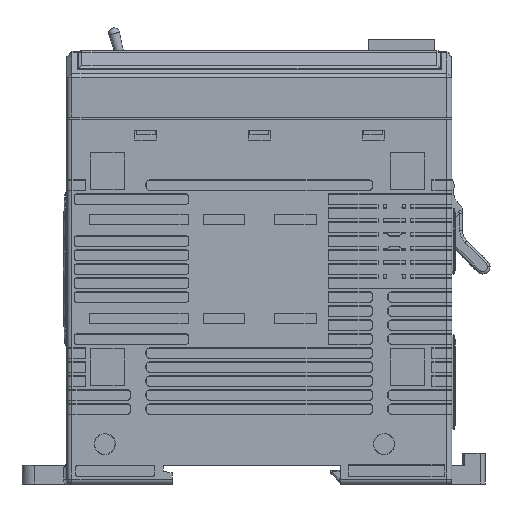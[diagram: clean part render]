
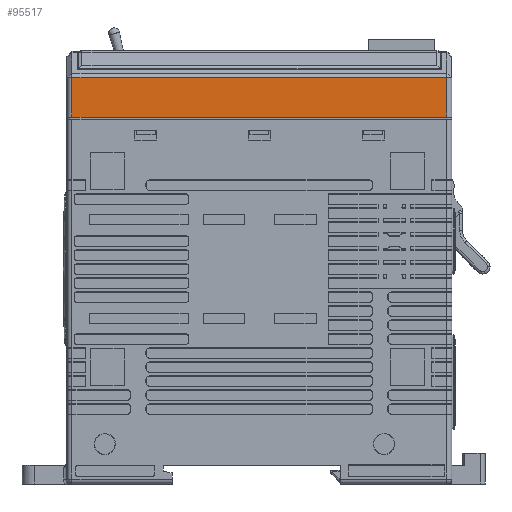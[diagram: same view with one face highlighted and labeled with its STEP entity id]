
A CAD part, left-side view. The second image highlights one B-rep face of the part: STEP entity #95517.
In plain terms, the highlighted planar face has unit normal (-1, 0, 0).
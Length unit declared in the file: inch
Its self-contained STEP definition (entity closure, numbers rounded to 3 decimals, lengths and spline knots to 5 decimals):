
#1691 = VECTOR ( 'NONE', #88557, 39.37008 ) ;
#7896 = VECTOR ( 'NONE', #111105, 39.37008 ) ;
#8648 = LINE ( 'NONE', #46051, #7896 ) ;
#15535 = CARTESIAN_POINT ( 'NONE',  ( -1.14711, -1.39786, 3.05734 ) ) ;
#20139 = FACE_OUTER_BOUND ( 'NONE', #34773, .T. ) ;
#20751 = CARTESIAN_POINT ( 'NONE',  ( -1.14711, -0.14784, -1.04757 ) ) ;
#20771 = CARTESIAN_POINT ( 'NONE',  ( -1.14711, 1.5549, -1.04757 ) ) ;
#21424 = VERTEX_POINT ( 'NONE', #40390 ) ;
#25995 = ORIENTED_EDGE ( 'NONE', *, *, #46207, .T. ) ;
#31169 = PLANE ( 'NONE',  #92413 ) ;
#34773 = EDGE_LOOP ( 'NONE', ( #104582, #66150, #118425, #25995 ) ) ;
#35944 = EDGE_CURVE ( 'NONE', #91373, #47067, #97165, .T. ) ;
#40137 = DIRECTION ( 'NONE',  ( 0., -1., 0. ) ) ;
#40390 = CARTESIAN_POINT ( 'NONE',  ( -1.14711, 1.5549, 2.74295 ) ) ;
#41543 = DIRECTION ( 'NONE',  ( -1., 0., 0. ) ) ;
#46051 = CARTESIAN_POINT ( 'NONE',  ( -1.14711, -0.14784, 3.05734 ) ) ;
#46207 = EDGE_CURVE ( 'NONE', #21424, #91373, #97189, .T. ) ;
#47067 = VERTEX_POINT ( 'NONE', #15535 ) ;
#66150 = ORIENTED_EDGE ( 'NONE', *, *, #93935, .T. ) ;
#66321 = CARTESIAN_POINT ( 'NONE',  ( -1.14711, 1.5549, 3.05734 ) ) ;
#68368 = CARTESIAN_POINT ( 'NONE',  ( -1.14711, -0.14784, 2.74295 ) ) ;
#68565 = DIRECTION ( 'NONE',  ( 0., 0., 1. ) ) ;
#79358 = CARTESIAN_POINT ( 'NONE',  ( -1.14711, -1.39786, -1.04757 ) ) ;
#88557 = DIRECTION ( 'NONE',  ( 0., 0., 1. ) ) ;
#90291 = VERTEX_POINT ( 'NONE', #66321 ) ;
#91373 = VERTEX_POINT ( 'NONE', #102733 ) ;
#92413 = AXIS2_PLACEMENT_3D ( 'NONE', #20751, #41543, #68565 ) ;
#93935 = EDGE_CURVE ( 'NONE', #47067, #90291, #8648, .T. ) ;
#95517 = ADVANCED_FACE ( 'NONE', ( #20139 ), #31169, .T. ) ;
#96243 = VECTOR ( 'NONE', #114051, 39.37008 ) ;
#96503 = EDGE_CURVE ( 'NONE', #90291, #21424, #116482, .T. ) ;
#96607 = VECTOR ( 'NONE', #40137, 39.37008 ) ;
#97165 = LINE ( 'NONE', #79358, #1691 ) ;
#97189 = LINE ( 'NONE', #68368, #96607 ) ;
#102733 = CARTESIAN_POINT ( 'NONE',  ( -1.14711, -1.39786, 2.74295 ) ) ;
#104582 = ORIENTED_EDGE ( 'NONE', *, *, #35944, .T. ) ;
#111105 = DIRECTION ( 'NONE',  ( 0., 1., 0. ) ) ;
#114051 = DIRECTION ( 'NONE',  ( 0., 0., -1. ) ) ;
#116482 = LINE ( 'NONE', #20771, #96243 ) ;
#118425 = ORIENTED_EDGE ( 'NONE', *, *, #96503, .T. ) ;
